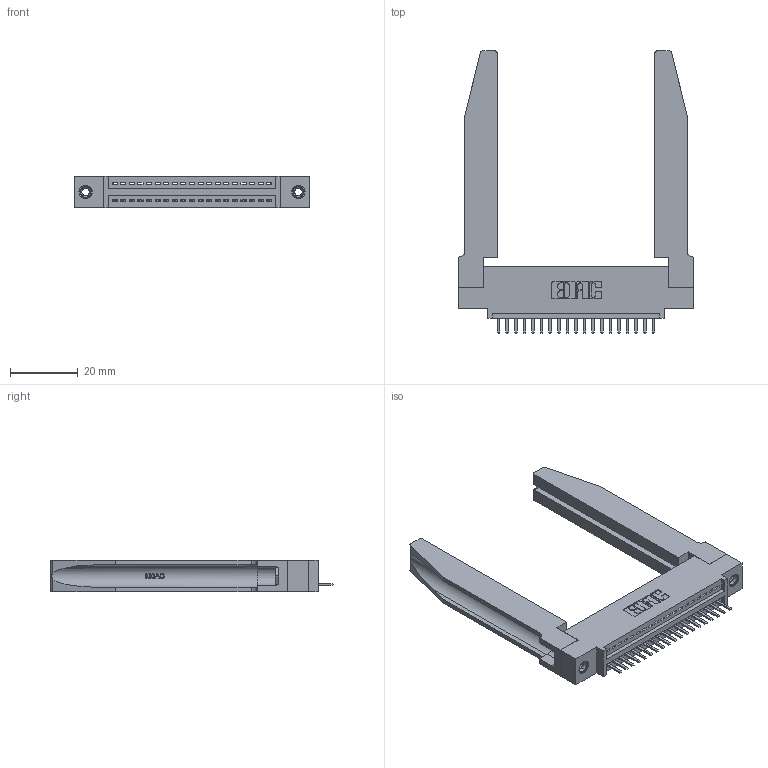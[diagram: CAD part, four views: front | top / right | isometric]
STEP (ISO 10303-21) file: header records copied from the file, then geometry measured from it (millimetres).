
FILE_DESCRIPTION (( 'STEP AP203' ), '1' );
FILE_NAME ('345-019-520-478.STEP', '2019-10-04T18:35:19', ( '' ), ( '' ), 'SwSTEP 2.0', 'SolidWorks 2016', '' );
FILE_SCHEMA (( 'CONFIG_CONTROL_DESIGN' ));
Length unit declared in the file: inch
Products named in the file (5): 345-250-001_345-250-001-102; 345-292-001_345-293-120; 345 Part_0.110 Offset - 0.156 Dia-TH; 345-019-520-478; 345-220-078_345-220-078
Assembly tree (24 placements, depth 2):
  345-019-520-478
    345 Part_0.110 Offset - 0.156 Dia-TH
    345-292-001_345-293-120  x19
    345-250-001_345-250-001-102  x2
    345-220-078_345-220-078  x2
Bounding box: 69.49 x 83.44 x 9.4 mm (x, y, z)
Volume: 14054.7 mm3; surface area: 14787.2 mm2
Topology: 24 solids, 24 shells, 1542 faces, 4457 edges, 2910 vertices
Faces by surface type: plane 1024, cylinder 466, bspline 36, cone 12, torus 4
Entity records: 22382 total; most frequent: CARTESIAN_POINT 4788, ORIENTED_EDGE 3626, DIRECTION 3209, EDGE_CURVE 1813, VECTOR 1507, LINE 1507, VERTEX_POINT 1200, AXIS2_PLACEMENT_3D 851
